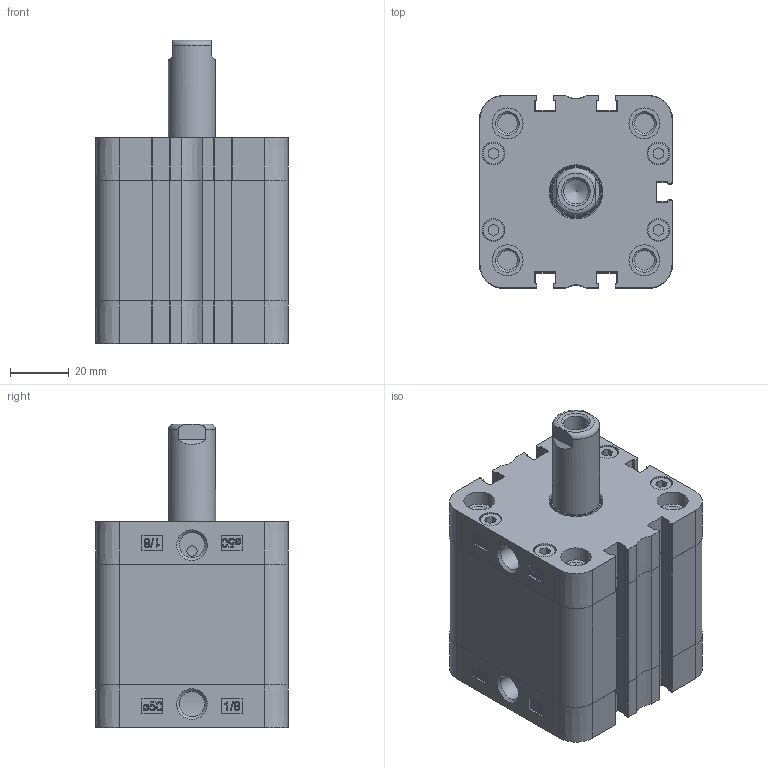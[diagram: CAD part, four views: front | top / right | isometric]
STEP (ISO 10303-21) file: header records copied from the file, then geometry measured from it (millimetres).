
FILE_DESCRIPTION((''),'2;1');
FILE_NAME('PSEM050.025.GS.F.stp','2014-02-05T14:31:33',('carlo.corazza'),(''),'Autodesk Inventor 2012','Autodesk Inventor 2012','');
FILE_SCHEMA(('AUTOMOTIVE_DESIGN { 1 0 10303 214 1 1 1 1 }'));
Length unit declared in the file: millimetre
Products named in the file (5): PSEM050..GS.F; CORPO-025; STELO-025; TA; TP
Assembly tree (4 placements, depth 2):
  PSEM050..GS.F
    CORPO-025
    STELO-025
    TA
    TP
Bounding box: 65.5 x 65.5 x 103 mm (x, y, z)
Volume: 203266.2 mm3; surface area: 57555.2 mm2
Topology: 4 solids, 12 shells, 732 faces, 1874 edges, 1231 vertices
Faces by surface type: plane 341, cylinder 196, bspline 116, torus 43, cone 36
Full cylindrical faces by diameter (mm): 3.5 x1, 5.2 x8, 6.647 x1, 7.5 x8, 7.7 x8, 8.376 x1, 8.566 x2, 10.5 x8, 12 x1, 16 x1, 16.54 x1, 17.7 x1, 18 x1, 20.5 x1, 50 x1
Entity records: 23714 total; most frequent: CARTESIAN_POINT 5858, ORIENTED_EDGE 3542, DIRECTION 3250, EDGE_CURVE 1771, VERTEX_POINT 1215, AXIS2_PLACEMENT_3D 1116, VECTOR 1018, LINE 1018
